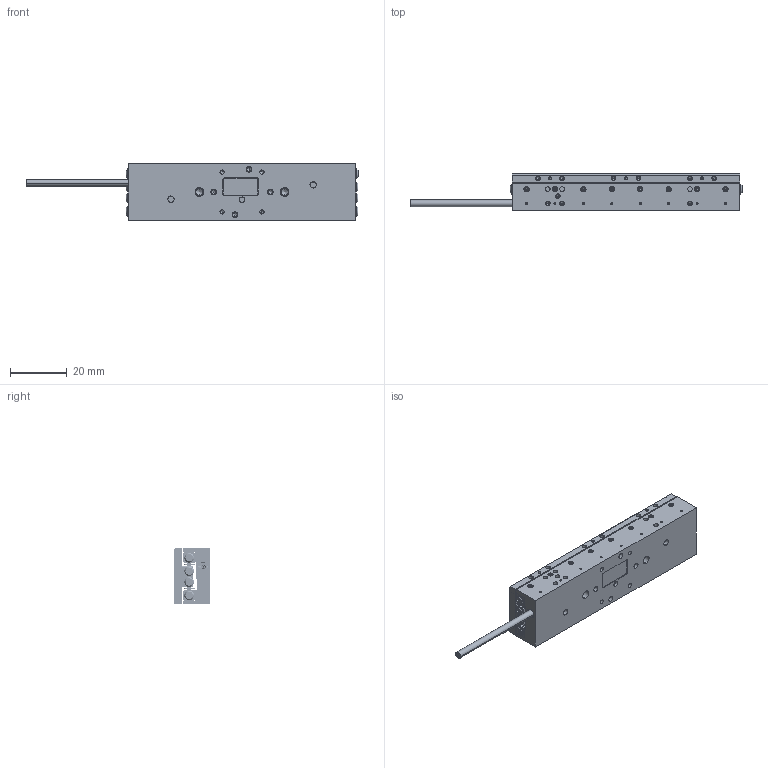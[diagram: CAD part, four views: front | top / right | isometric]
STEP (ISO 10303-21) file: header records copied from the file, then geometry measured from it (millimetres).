
FILE_DESCRIPTION (( 'STEP AP214' ), '1' );
FILE_NAME ('PPS-20-150X6.STEP', '2023-07-18T21:38:48', ( '' ), ( '' ), 'SwSTEP 2.0', 'SolidWorks 2023', '' );
FILE_SCHEMA (( 'AUTOMOTIVE_DESIGN' ));
Length unit declared in the file: millimetre
Products named in the file (12): 130160 Bearing, NB, Slide Way, SVW 1000_SVW 1080-22Z Custom (Rigid at Center); SCREW, MS-PFH, M-DIN_M2 x 0.4 x 05mm; SCREW, MS-PPH, M-JCIS_M1.6 x 0.35 x 4mm; TFC-421 Silver Braided Cable_L70; PPS-20, Back Cover, Master Part; PPS-20, Base, Master Part_L80, No Ears; NB Slide Way SVW 1000 Center Way_SVW 1080; NB Slide Way SVW 1000 Rail_SVW 1080; NB Slide Way SVW 1000 Cage_SVW 1080-22Z Custom; Set Screw, Cup-H, E-ASME_E1-72 x 1''16; PPS-20-150X6; PPS-20, Carriage, Master Part_80mm
Assembly tree (42 placements, depth 3):
  PPS-20-150X6
    PPS-20, Base, Master Part_L80, No Ears
    PPS-20, Back Cover, Master Part
    TFC-421 Silver Braided Cable_L70
    PPS-20, Carriage, Master Part_80mm
    SCREW, MS-PFH, M-DIN_M2 x 0.4 x 05mm  x8
    130160 Bearing, NB, Slide Way, SVW 1000_SVW 1080-22Z Custom (Rigid at Center)
      NB Slide Way SVW 1000 Rail_SVW 1080  x2
      NB Slide Way SVW 1000 Center Way_SVW 1080
      NB Slide Way SVW 1000 Cage_SVW 1080-22Z Custom  x2
    Set Screw, Cup-H, E-ASME_E1-72 x 1''16  x8
    SCREW, MS-PPH, M-JCIS_M1.6 x 0.35 x 4mm  x16
Bounding box: 116.8 x 13 x 20 mm (x, y, z)
Volume: 17340.6 mm3; surface area: 21811.1 mm2
Topology: 54 solids, 54 shells, 2333 faces, 5764 edges, 3524 vertices
Faces by surface type: plane 938, cylinder 757, cone 518, torus 96, bspline 24
Entity records: 72655 total; most frequent: CARTESIAN_POINT 45940, DIRECTION 5674, ORIENTED_EDGE 5224, EDGE_CURVE 2612, AXIS2_PLACEMENT_3D 2172, VERTEX_POINT 1674, EDGE_LOOP 1352, VECTOR 1330
